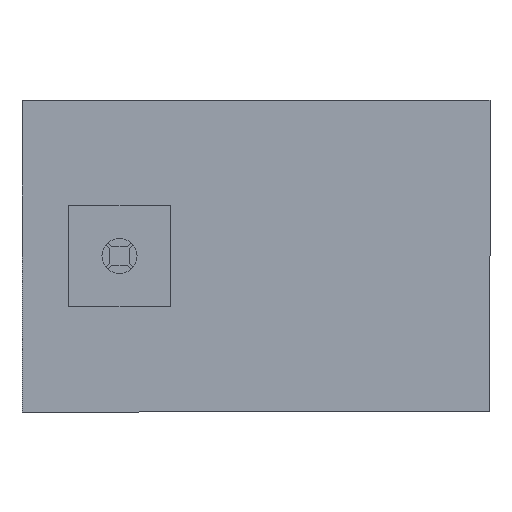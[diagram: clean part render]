
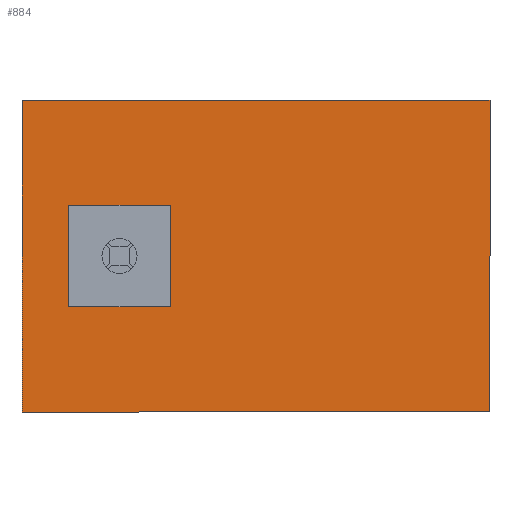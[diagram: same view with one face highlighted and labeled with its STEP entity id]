
A CAD part, front view. The second image highlights one B-rep face of the part: STEP entity #884.
In plain terms, the highlighted planar face has unit normal (0, -1, 0).
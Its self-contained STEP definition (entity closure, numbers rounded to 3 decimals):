
#40 = CARTESIAN_POINT ( 'NONE',  ( -270., 0., 77.5 ) ) ;
#42 = VERTEX_POINT ( 'NONE', #669 ) ;
#79 = VERTEX_POINT ( 'NONE', #2907 ) ;
#184 = ORIENTED_EDGE ( 'NONE', *, *, #1096, .F. ) ;
#199 = LINE ( 'NONE', #238, #236 ) ;
#234 = VERTEX_POINT ( 'NONE', #942 ) ;
#236 = VECTOR ( 'NONE', #745, 1000. ) ;
#238 = CARTESIAN_POINT ( 'NONE',  ( -430., 0., -77.5 ) ) ;
#274 = CARTESIAN_POINT ( 'NONE',  ( -427.5, 0., -80. ) ) ;
#309 = EDGE_LOOP ( 'NONE', ( #820, #682, #961, #2370, #2509, #3223, #1427, #2073 ) ) ;
#388 = VECTOR ( 'NONE', #2564, 1000. ) ;
#404 = LINE ( 'NONE', #2650, #388 ) ;
#415 = EDGE_CURVE ( 'NONE', #922, #1787, #1489, .T. ) ;
#429 = CIRCLE ( 'NONE', #1515, 2.5 ) ;
#582 = CARTESIAN_POINT ( 'NONE',  ( -427.5, 0., 80. ) ) ;
#626 = CARTESIAN_POINT ( 'NONE',  ( -427.5, 0., 80. ) ) ;
#669 = CARTESIAN_POINT ( 'NONE',  ( 600., 0., -400. ) ) ;
#682 = ORIENTED_EDGE ( 'NONE', *, *, #1605, .T. ) ;
#745 = DIRECTION ( 'NONE',  ( 0., 0., 1. ) ) ;
#751 = VECTOR ( 'NONE', #2435, 1000. ) ;
#754 = LINE ( 'NONE', #1057, #751 ) ;
#799 = EDGE_CURVE ( 'NONE', #3103, #42, #1231, .T. ) ;
#820 = ORIENTED_EDGE ( 'NONE', *, *, #2402, .T. ) ;
#822 = EDGE_CURVE ( 'NONE', #79, #2652, #1204, .T. ) ;
#884 = ADVANCED_FACE ( 'NONE', ( #1146, #1178 ), #1663, .F. ) ;
#922 = VERTEX_POINT ( 'NONE', #2904 ) ;
#931 = VERTEX_POINT ( 'NONE', #2878 ) ;
#937 = CARTESIAN_POINT ( 'NONE',  ( -272.5, 0., -77.5 ) ) ;
#939 = DIRECTION ( 'NONE',  ( 0., 1., 0. ) ) ;
#941 = DIRECTION ( 'NONE',  ( 0., 0., -1. ) ) ;
#942 = CARTESIAN_POINT ( 'NONE',  ( -600., 0., -400. ) ) ;
#961 = ORIENTED_EDGE ( 'NONE', *, *, #2950, .T. ) ;
#1000 = VECTOR ( 'NONE', #3005, 1000. ) ;
#1018 = EDGE_CURVE ( 'NONE', #2652, #2755, #1106, .T. ) ;
#1026 = LINE ( 'NONE', #2992, #1000 ) ;
#1057 = CARTESIAN_POINT ( 'NONE',  ( -600., 0., 400. ) ) ;
#1072 = CARTESIAN_POINT ( 'NONE',  ( 600., 0., -400. ) ) ;
#1096 = EDGE_CURVE ( 'NONE', #234, #3157, #1026, .T. ) ;
#1106 = CIRCLE ( 'NONE', #2411, 2.5 ) ;
#1120 = EDGE_LOOP ( 'NONE', ( #184, #2246, #2334, #1874 ) ) ;
#1146 = FACE_BOUND ( 'NONE', #309, .T. ) ;
#1178 = FACE_OUTER_BOUND ( 'NONE', #1120, .T. ) ;
#1187 = VECTOR ( 'NONE', #1637, 1000. ) ;
#1201 = VECTOR ( 'NONE', #1695, 1000. ) ;
#1204 = LINE ( 'NONE', #1666, #1187 ) ;
#1231 = LINE ( 'NONE', #1072, #1201 ) ;
#1295 = EDGE_CURVE ( 'NONE', #3157, #3103, #754, .T. ) ;
#1399 = DIRECTION ( 'NONE',  ( 0., 1., 0. ) ) ;
#1427 = ORIENTED_EDGE ( 'NONE', *, *, #1918, .T. ) ;
#1482 = VECTOR ( 'NONE', #1849, 1000. ) ;
#1489 = CIRCLE ( 'NONE', #2690, 2.5 ) ;
#1508 = DIRECTION ( 'NONE',  ( 0., 0., 1. ) ) ;
#1515 = AXIS2_PLACEMENT_3D ( 'NONE', #2683, #2678, #2672 ) ;
#1533 = CARTESIAN_POINT ( 'NONE',  ( -600., 0., 400. ) ) ;
#1572 = DIRECTION ( 'NONE',  ( 0., 1., 0. ) ) ;
#1605 = EDGE_CURVE ( 'NONE', #931, #2567, #429, .T. ) ;
#1623 = EDGE_CURVE ( 'NONE', #42, #234, #404, .T. ) ;
#1637 = DIRECTION ( 'NONE',  ( -1., 0., 0. ) ) ;
#1663 = PLANE ( 'NONE',  #1863 ) ;
#1666 = CARTESIAN_POINT ( 'NONE',  ( -427.5, 0., -80. ) ) ;
#1695 = DIRECTION ( 'NONE',  ( 0., 0., -1. ) ) ;
#1787 = VERTEX_POINT ( 'NONE', #626 ) ;
#1809 = DIRECTION ( 'NONE',  ( 1., 0., 0. ) ) ;
#1849 = DIRECTION ( 'NONE',  ( 0., 0., -1. ) ) ;
#1863 = AXIS2_PLACEMENT_3D ( 'NONE', #2351, #1572, #3044 ) ;
#1874 = ORIENTED_EDGE ( 'NONE', *, *, #1295, .F. ) ;
#1886 = CARTESIAN_POINT ( 'NONE',  ( -270., 0., -77.5 ) ) ;
#1918 = EDGE_CURVE ( 'NONE', #2755, #922, #199, .T. ) ;
#1923 = LINE ( 'NONE', #2036, #1482 ) ;
#2036 = CARTESIAN_POINT ( 'NONE',  ( -270., 0., -77.5 ) ) ;
#2041 = AXIS2_PLACEMENT_3D ( 'NONE', #937, #939, #941 ) ;
#2073 = ORIENTED_EDGE ( 'NONE', *, *, #415, .T. ) ;
#2207 = LINE ( 'NONE', #582, #2306 ) ;
#2246 = ORIENTED_EDGE ( 'NONE', *, *, #1623, .F. ) ;
#2306 = VECTOR ( 'NONE', #1809, 1000. ) ;
#2334 = ORIENTED_EDGE ( 'NONE', *, *, #799, .F. ) ;
#2351 = CARTESIAN_POINT ( 'NONE',  ( -600., 0., 400. ) ) ;
#2370 = ORIENTED_EDGE ( 'NONE', *, *, #2811, .T. ) ;
#2402 = EDGE_CURVE ( 'NONE', #1787, #931, #2207, .T. ) ;
#2411 = AXIS2_PLACEMENT_3D ( 'NONE', #3235, #3253, #1508 ) ;
#2435 = DIRECTION ( 'NONE',  ( 1., 0., 0. ) ) ;
#2509 = ORIENTED_EDGE ( 'NONE', *, *, #822, .T. ) ;
#2564 = DIRECTION ( 'NONE',  ( -1., 0., 0. ) ) ;
#2567 = VERTEX_POINT ( 'NONE', #40 ) ;
#2650 = CARTESIAN_POINT ( 'NONE',  ( -600., 0., -400. ) ) ;
#2652 = VERTEX_POINT ( 'NONE', #274 ) ;
#2672 = DIRECTION ( 'NONE',  ( 0., 0., 1. ) ) ;
#2678 = DIRECTION ( 'NONE',  ( 0., 1., 0. ) ) ;
#2683 = CARTESIAN_POINT ( 'NONE',  ( -272.5, 0., 77.5 ) ) ;
#2690 = AXIS2_PLACEMENT_3D ( 'NONE', #2981, #1399, #3032 ) ;
#2728 = VERTEX_POINT ( 'NONE', #1886 ) ;
#2755 = VERTEX_POINT ( 'NONE', #2951 ) ;
#2811 = EDGE_CURVE ( 'NONE', #2728, #79, #3230, .T. ) ;
#2878 = CARTESIAN_POINT ( 'NONE',  ( -272.5, 0., 80. ) ) ;
#2904 = CARTESIAN_POINT ( 'NONE',  ( -430., 0., 77.5 ) ) ;
#2907 = CARTESIAN_POINT ( 'NONE',  ( -272.5, 0., -80. ) ) ;
#2950 = EDGE_CURVE ( 'NONE', #2567, #2728, #1923, .T. ) ;
#2951 = CARTESIAN_POINT ( 'NONE',  ( -430., 0., -77.5 ) ) ;
#2981 = CARTESIAN_POINT ( 'NONE',  ( -427.5, 0., 77.5 ) ) ;
#2992 = CARTESIAN_POINT ( 'NONE',  ( -600., 0., -400. ) ) ;
#3005 = DIRECTION ( 'NONE',  ( 0., 0., 1. ) ) ;
#3032 = DIRECTION ( 'NONE',  ( 0., 0., 1. ) ) ;
#3044 = DIRECTION ( 'NONE',  ( 0., 0., 1. ) ) ;
#3103 = VERTEX_POINT ( 'NONE', #3164 ) ;
#3157 = VERTEX_POINT ( 'NONE', #1533 ) ;
#3164 = CARTESIAN_POINT ( 'NONE',  ( 600., 0., 400. ) ) ;
#3223 = ORIENTED_EDGE ( 'NONE', *, *, #1018, .T. ) ;
#3230 = CIRCLE ( 'NONE', #2041, 2.5 ) ;
#3235 = CARTESIAN_POINT ( 'NONE',  ( -427.5, 0., -77.5 ) ) ;
#3253 = DIRECTION ( 'NONE',  ( 0., 1., 0. ) ) ;
